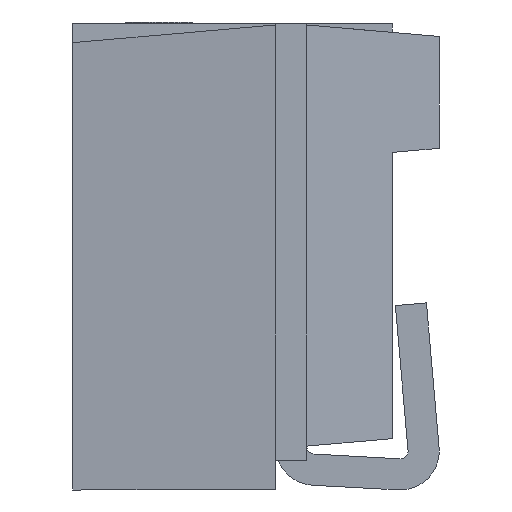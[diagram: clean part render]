
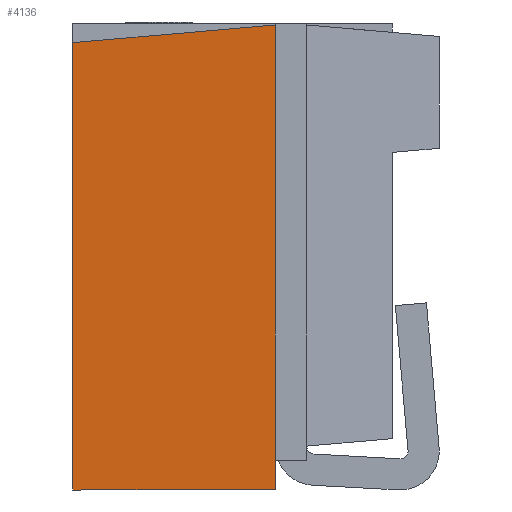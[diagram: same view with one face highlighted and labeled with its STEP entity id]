
A CAD part, left-side view. The second image highlights one B-rep face of the part: STEP entity #4136.
In plain terms, the highlighted planar face has unit normal (-0.996, 0.087, 0).
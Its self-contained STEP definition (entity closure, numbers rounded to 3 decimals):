
#48 = CARTESIAN_POINT ( 'NONE',  ( -3.178, 1.4, 0. ) ) ;
#366 = EDGE_CURVE ( 'NONE', #12173, #9309, #5085, .T. ) ;
#568 = EDGE_CURVE ( 'NONE', #5993, #9309, #3527, .T. ) ;
#679 = EDGE_LOOP ( 'NONE', ( #1249, #4118, #804, #2128, #5894 ) ) ;
#804 = ORIENTED_EDGE ( 'NONE', *, *, #568, .T. ) ;
#1249 = ORIENTED_EDGE ( 'NONE', *, *, #2847, .F. ) ;
#1396 = CARTESIAN_POINT ( 'NONE',  ( -3.291, 0.1, -1.5 ) ) ;
#1467 = DIRECTION ( 'NONE',  ( -0.087, -0.996, 0. ) ) ;
#1543 = CARTESIAN_POINT ( 'NONE',  ( -3.813, -5.864, -1.491 ) ) ;
#1722 = CARTESIAN_POINT ( 'NONE',  ( -3.25, 0.569, 1.45 ) ) ;
#2128 = ORIENTED_EDGE ( 'NONE', *, *, #366, .F. ) ;
#2516 = CARTESIAN_POINT ( 'NONE',  ( -3.291, 0.1, -1.491 ) ) ;
#2847 = EDGE_CURVE ( 'NONE', #10560, #2965, #14183, .T. ) ;
#2965 = VERTEX_POINT ( 'NONE', #10379 ) ;
#3218 = VECTOR ( 'NONE', #6065, 1000. ) ;
#3527 = LINE ( 'NONE', #1396, #3218 ) ;
#3616 = PLANE ( 'NONE',  #5524 ) ;
#3644 = DIRECTION ( 'NONE',  ( 0., 0., 1. ) ) ;
#4118 = ORIENTED_EDGE ( 'NONE', *, *, #14253, .T. ) ;
#4136 = ADVANCED_FACE ( 'NONE', ( #5989 ), #3616, .T. ) ;
#4914 = DIRECTION ( 'NONE',  ( -0.087, -0.996, 0. ) ) ;
#5085 = LINE ( 'NONE', #6535, #10042 ) ;
#5524 = AXIS2_PLACEMENT_3D ( 'NONE', #6072, #10741, #4914 ) ;
#5894 = ORIENTED_EDGE ( 'NONE', *, *, #10688, .F. ) ;
#5989 = FACE_OUTER_BOUND ( 'NONE', #679, .T. ) ;
#5993 = VERTEX_POINT ( 'NONE', #2516 ) ;
#6065 = DIRECTION ( 'NONE',  ( 0., 0., 1. ) ) ;
#6072 = CARTESIAN_POINT ( 'NONE',  ( -3.3, 0., -1.5 ) ) ;
#6533 = CARTESIAN_POINT ( 'NONE',  ( -3.291, 0.1, -1.3 ) ) ;
#6535 = CARTESIAN_POINT ( 'NONE',  ( -3.291, 0.1, -1.5 ) ) ;
#6703 = CARTESIAN_POINT ( 'NONE',  ( -3.291, 0.1, 1.491 ) ) ;
#7535 = VECTOR ( 'NONE', #1467, 1000. ) ;
#7630 = DIRECTION ( 'NONE',  ( -0.087, -0.992, 0.087 ) ) ;
#9309 = VERTEX_POINT ( 'NONE', #6533 ) ;
#9763 = DIRECTION ( 'NONE',  ( 0., 0., -1. ) ) ;
#10042 = VECTOR ( 'NONE', #9763, 1000. ) ;
#10379 = CARTESIAN_POINT ( 'NONE',  ( -3.178, 1.4, 1.378 ) ) ;
#10560 = VERTEX_POINT ( 'NONE', #11773 ) ;
#10688 = EDGE_CURVE ( 'NONE', #2965, #12173, #12228, .T. ) ;
#10741 = DIRECTION ( 'NONE',  ( -0.996, 0.087, 0. ) ) ;
#10822 = VECTOR ( 'NONE', #3644, 1000. ) ;
#11773 = CARTESIAN_POINT ( 'NONE',  ( -3.178, 1.4, -1.491 ) ) ;
#12113 = LINE ( 'NONE', #1543, #7535 ) ;
#12173 = VERTEX_POINT ( 'NONE', #6703 ) ;
#12228 = LINE ( 'NONE', #1722, #13260 ) ;
#13260 = VECTOR ( 'NONE', #7630, 1000. ) ;
#14183 = LINE ( 'NONE', #48, #10822 ) ;
#14253 = EDGE_CURVE ( 'NONE', #10560, #5993, #12113, .T. ) ;
